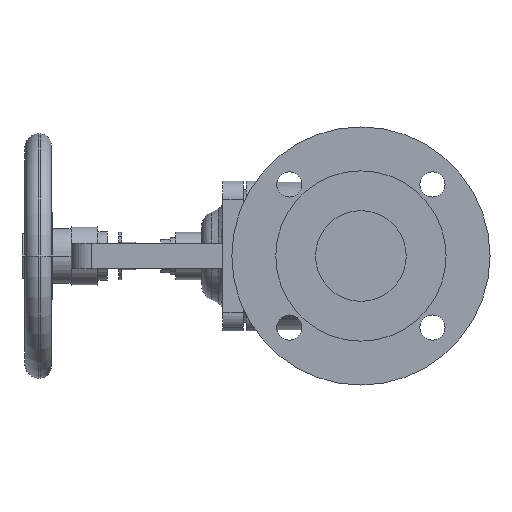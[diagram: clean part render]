
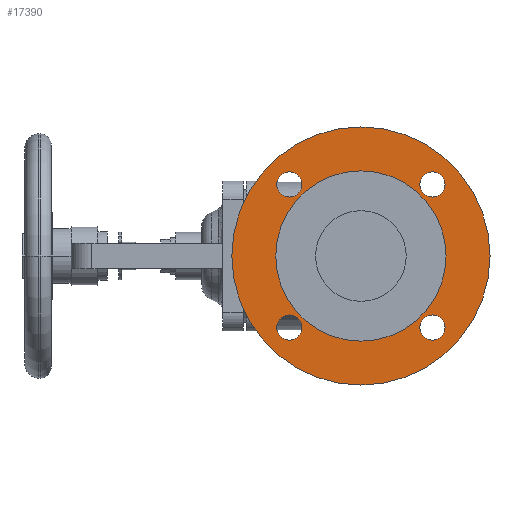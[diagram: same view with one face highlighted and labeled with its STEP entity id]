
A CAD part, left-side view. The second image highlights one B-rep face of the part: STEP entity #17390.
In plain terms, the highlighted planar face has unit normal (-1, 0, 0).
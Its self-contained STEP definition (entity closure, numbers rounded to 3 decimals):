
#8750=CARTESIAN_POINT('',(-140.7,0.,-92.5));
#8760=VERTEX_POINT('',#8750);
#8790=CARTESIAN_POINT('',(-140.7,0.,0.));
#8800=DIRECTION('',(1.,0.,0.));
#8810=DIRECTION('',(0.,0.,-1.));
#8820=AXIS2_PLACEMENT_3D('',#8790,#8800,#8810);
#8830=CIRCLE('',#8820,92.5);
#8840=CARTESIAN_POINT('',(-140.7,0.,92.5));
#8850=VERTEX_POINT('',#8840);
#8860=EDGE_CURVE('',#8850,#8760,#8830,.T.);
#9240=CARTESIAN_POINT('',(-140.7,51.265,-42.265));
#9250=VERTEX_POINT('',#9240);
#9410=CARTESIAN_POINT('',(-140.7,51.265,-60.265));
#9420=VERTEX_POINT('',#9410);
#9450=CARTESIAN_POINT('',(-140.7,51.265,-51.265));
#9460=DIRECTION('',(-1.,0.,0.));
#9470=DIRECTION('',(0.,0.,-1.));
#9480=AXIS2_PLACEMENT_3D('',#9450,#9460,#9470);
#9490=CIRCLE('',#9480,9.);
#9500=EDGE_CURVE('',#9250,#9420,#9490,.T.);
#9730=CARTESIAN_POINT('',(-140.7,-51.265,-60.265));
#9740=VERTEX_POINT('',#9730);
#9770=CARTESIAN_POINT('',(-140.7,-51.265,-51.265));
#9780=DIRECTION('',(-1.,0.,0.));
#9790=DIRECTION('',(0.,0.,-1.));
#9800=AXIS2_PLACEMENT_3D('',#9770,#9780,#9790);
#9810=CIRCLE('',#9800,9.);
#9820=CARTESIAN_POINT('',(-140.7,-51.265,-42.265));
#9830=VERTEX_POINT('',#9820);
#9840=EDGE_CURVE('',#9830,#9740,#9810,.T.);
#10220=CARTESIAN_POINT('',(-140.7,51.265,42.265));
#10230=VERTEX_POINT('',#10220);
#10260=CARTESIAN_POINT('',(-140.7,51.265,51.265));
#10270=DIRECTION('',(-1.,0.,0.));
#10280=DIRECTION('',(0.,0.,-1.));
#10290=AXIS2_PLACEMENT_3D('',#10260,#10270,#10280);
#10300=CIRCLE('',#10290,9.);
#10310=CARTESIAN_POINT('',(-140.7,51.265,60.265));
#10320=VERTEX_POINT('',#10310);
#10330=EDGE_CURVE('',#10320,#10230,#10300,.T.);
#10710=CARTESIAN_POINT('',(-140.7,-51.265,42.265));
#10720=VERTEX_POINT('',#10710);
#10880=CARTESIAN_POINT('',(-140.7,-51.265,60.265));
#10890=VERTEX_POINT('',#10880);
#10920=CARTESIAN_POINT('',(-140.7,-51.265,51.265));
#10930=DIRECTION('',(-1.,0.,0.));
#10940=DIRECTION('',(0.,0.,-1.));
#10950=AXIS2_PLACEMENT_3D('',#10920,#10930,#10940);
#10960=CIRCLE('',#10950,9.);
#10970=EDGE_CURVE('',#10720,#10890,#10960,.T.);
#11200=CARTESIAN_POINT('',(-140.7,-61.,0.));
#11210=VERTEX_POINT('',#11200);
#11370=CARTESIAN_POINT('',(-140.7,61.,0.));
#11380=VERTEX_POINT('',#11370);
#11410=CARTESIAN_POINT('',(-140.7,0.,0.));
#11420=DIRECTION('',(-1.,0.,0.));
#11430=DIRECTION('',(0.,1.,0.));
#11440=AXIS2_PLACEMENT_3D('',#11410,#11420,#11430);
#11450=CIRCLE('',#11440,61.);
#11460=EDGE_CURVE('',#11210,#11380,#11450,.T.);
#17040=CARTESIAN_POINT('',(-140.7,76.75,0.));
#17050=DIRECTION('',(1.,0.,0.));
#17060=DIRECTION('',(0.,-1.,0.));
#17070=AXIS2_PLACEMENT_3D('',#17040,#17050,#17060);
#17080=PLANE('',#17070);
#17090=EDGE_CURVE('',#11380,#11210,#11450,.T.);
#17100=ORIENTED_EDGE('',*,*,#17090,.F.);
#17110=ORIENTED_EDGE('',*,*,#11460,.F.);
#17120=EDGE_LOOP('',(#17110,#17100));
#17130=FACE_BOUND('',#17120,.T.);
#17140=EDGE_CURVE('',#8760,#8850,#8830,.T.);
#17150=ORIENTED_EDGE('',*,*,#17140,.F.);
#17160=ORIENTED_EDGE('',*,*,#8860,.F.);
#17170=EDGE_LOOP('',(#17160,#17150));
#17180=FACE_OUTER_BOUND('',#17170,.T.);
#17190=EDGE_CURVE('',#9420,#9250,#9490,.T.);
#17200=ORIENTED_EDGE('',*,*,#17190,.F.);
#17210=ORIENTED_EDGE('',*,*,#9500,.F.);
#17220=EDGE_LOOP('',(#17210,#17200));
#17230=FACE_BOUND('',#17220,.T.);
#17240=ORIENTED_EDGE('',*,*,#9840,.F.);
#17250=EDGE_CURVE('',#9740,#9830,#9810,.T.);
#17260=ORIENTED_EDGE('',*,*,#17250,.F.);
#17270=EDGE_LOOP('',(#17260,#17240));
#17280=FACE_BOUND('',#17270,.T.);
#17290=ORIENTED_EDGE('',*,*,#10330,.F.);
#17300=EDGE_CURVE('',#10230,#10320,#10300,.T.);
#17310=ORIENTED_EDGE('',*,*,#17300,.F.);
#17320=EDGE_LOOP('',(#17310,#17290));
#17330=FACE_BOUND('',#17320,.T.);
#17340=EDGE_CURVE('',#10890,#10720,#10960,.T.);
#17350=ORIENTED_EDGE('',*,*,#17340,.F.);
#17360=ORIENTED_EDGE('',*,*,#10970,.F.);
#17370=EDGE_LOOP('',(#17360,#17350));
#17380=FACE_BOUND('',#17370,.T.);
#17390=ADVANCED_FACE('',(#17130,#17180,#17230,#17280,#17330,#17380),
#17080,.F.);
